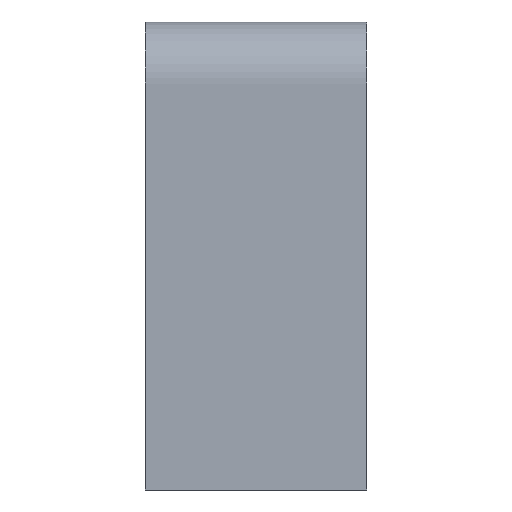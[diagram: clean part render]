
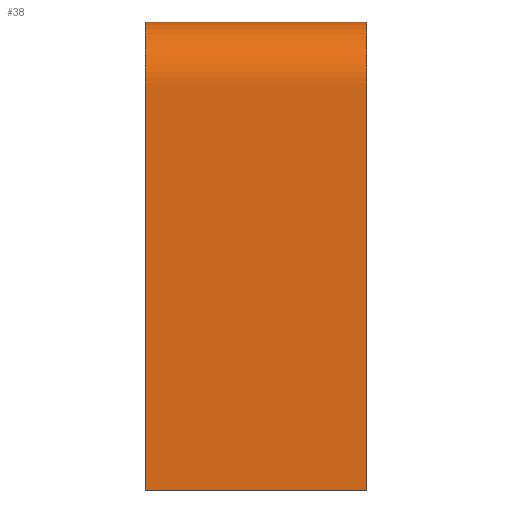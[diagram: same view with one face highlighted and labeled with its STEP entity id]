
A CAD part, left-side view. The second image highlights one B-rep face of the part: STEP entity #38.
In plain terms, the highlighted free-form (B-spline) face has degree [2, 1] with [5, 2] control points.
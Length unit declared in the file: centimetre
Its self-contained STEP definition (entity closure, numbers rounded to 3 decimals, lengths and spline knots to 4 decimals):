
#38=ADVANCED_FACE($,(#91),#556,.T.);
#91=FACE_OUTER_BOUND($,#144,.T.);
#144=EDGE_LOOP($,(#217,#218,#219,#220));
#217=ORIENTED_EDGE($,*,*,#389,.F.);
#218=ORIENTED_EDGE($,*,*,#390,.T.);
#219=ORIENTED_EDGE($,*,*,#391,.T.);
#220=ORIENTED_EDGE($,*,*,#403,.F.);
#389=EDGE_CURVE($,#488,#493,#684,.T.);
#390=EDGE_CURVE($,#488,#489,#607,.T.);
#391=EDGE_CURVE($,#489,#497,#685,.T.);
#403=EDGE_CURVE($,#493,#497,#615,.T.);
#488=VERTEX_POINT($,#998);
#489=VERTEX_POINT($,#999);
#493=VERTEX_POINT($,#1003);
#497=VERTEX_POINT($,#1007);
#556=(
BOUNDED_SURFACE()
B_SPLINE_SURFACE(2,1,((#988,#989),(#990,#991),(#992,#993),(#994,#995),(#996,
#997)),.UNSPECIFIED.,.F.,.F.,.F.)
B_SPLINE_SURFACE_WITH_KNOTS((3,2,3),(2,2),(0.,65.8,79.9372),
(0.,36.),.UNSPECIFIED.)
GEOMETRIC_REPRESENTATION_ITEM()
RATIONAL_B_SPLINE_SURFACE(((1.,1.),(1.,1.),(1.,1.),(0.707,0.707),
(1.,1.)))
REPRESENTATION_ITEM($)
SURFACE()
);
#607=B_SPLINE_CURVE_WITH_KNOTS($,1,(#889,#890),.UNSPECIFIED.,.F.,.F.,(2,
2),(0.,36.),.UNSPECIFIED.);
#615=B_SPLINE_CURVE_WITH_KNOTS($,1,(#946,#947),.UNSPECIFIED.,.F.,.F.,(2,
2),(0.,36.),.UNSPECIFIED.);
#684=(
BOUNDED_CURVE()
B_SPLINE_CURVE(2,(#884,#885,#886,#887,#888),.UNSPECIFIED.,.F.,.F.)
B_SPLINE_CURVE_WITH_KNOTS((3,2,3),(-79.9372,-65.8,0.),
.UNSPECIFIED.)
CURVE()
GEOMETRIC_REPRESENTATION_ITEM()
RATIONAL_B_SPLINE_CURVE((1.,0.707,1.,1.,1.))
REPRESENTATION_ITEM($)
);
#685=(
BOUNDED_CURVE()
B_SPLINE_CURVE(2,(#891,#892,#893,#894,#895),.UNSPECIFIED.,.F.,.F.)
B_SPLINE_CURVE_WITH_KNOTS((3,2,3),(-79.9372,-65.8,0.),
.UNSPECIFIED.)
CURVE()
GEOMETRIC_REPRESENTATION_ITEM()
RATIONAL_B_SPLINE_CURVE((1.,0.707,1.,1.,1.))
REPRESENTATION_ITEM($)
);
#884=CARTESIAN_POINT($,(10.2,0.,76.));
#885=CARTESIAN_POINT($,(0.,0.,76.));
#886=CARTESIAN_POINT($,(0.,0.,65.8));
#887=CARTESIAN_POINT($,(0.,0.,32.9));
#888=CARTESIAN_POINT($,(0.,0.,0.));
#889=CARTESIAN_POINT($,(10.2,0.,76.));
#890=CARTESIAN_POINT($,(10.2,36.,76.));
#891=CARTESIAN_POINT($,(10.2,36.,76.));
#892=CARTESIAN_POINT($,(0.,36.,76.));
#893=CARTESIAN_POINT($,(0.,36.,65.8));
#894=CARTESIAN_POINT($,(0.,36.,32.9));
#895=CARTESIAN_POINT($,(0.,36.,0.));
#946=CARTESIAN_POINT($,(0.,0.,0.));
#947=CARTESIAN_POINT($,(0.,36.,0.));
#988=CARTESIAN_POINT($,(0.,0.,0.));
#989=CARTESIAN_POINT($,(0.,36.,0.));
#990=CARTESIAN_POINT($,(0.,0.,32.9));
#991=CARTESIAN_POINT($,(0.,36.,32.9));
#992=CARTESIAN_POINT($,(0.,0.,65.8));
#993=CARTESIAN_POINT($,(0.,36.,65.8));
#994=CARTESIAN_POINT($,(0.,0.,76.));
#995=CARTESIAN_POINT($,(0.,36.,76.));
#996=CARTESIAN_POINT($,(10.2,0.,76.));
#997=CARTESIAN_POINT($,(10.2,36.,76.));
#998=CARTESIAN_POINT($,(10.2,0.,76.));
#999=CARTESIAN_POINT($,(10.2,36.,76.));
#1003=CARTESIAN_POINT($,(0.,0.,0.));
#1007=CARTESIAN_POINT($,(0.,36.,0.));
